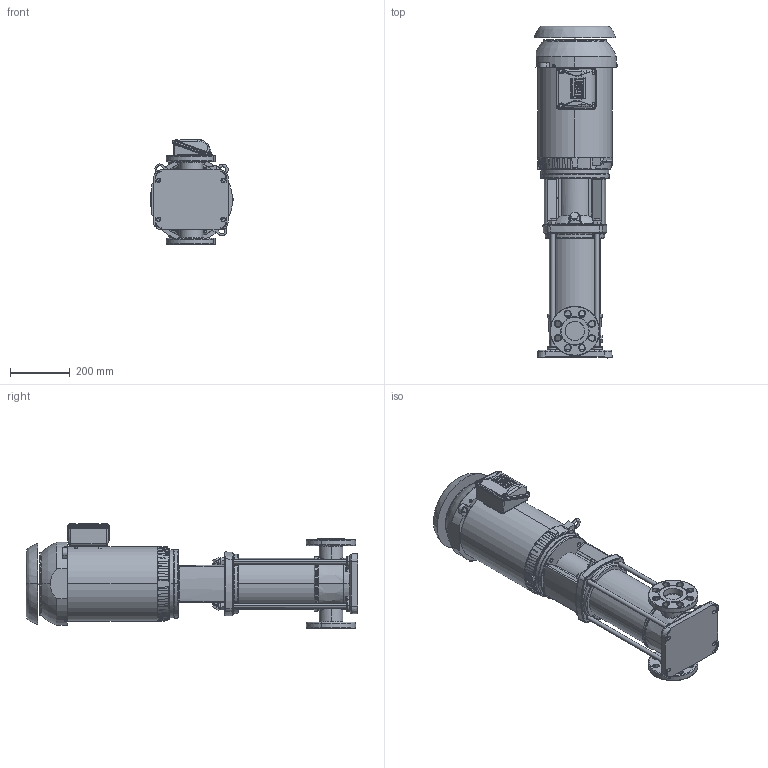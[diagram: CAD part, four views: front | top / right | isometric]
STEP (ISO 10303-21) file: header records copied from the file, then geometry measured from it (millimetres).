
FILE_DESCRIPTION (( 'STEP AP203' ), '1' );
FILE_NAME ('3303064 - MVI-50-9-7.5 HP-213TC-304-E-230_460~3.step', '2022-03-30T16:53:33', ( '' ), ( '' ), 'SwSTEP 2.0', 'SolidWorks 2021', '' );
FILE_SCHEMA (( 'CONFIG_CONTROL_DESIGN' ));
Length unit declared in the file: inch
Products named in the file (5): TEFC MOTOR_2700096 - NEMA V2 7.5 HP 213_5TC 208-230_460~3 TEFC; MVI PEO - [304-EPDM]_3304064 - MVI-50-9-7.5 HP-213TC-304-E-S; 3303064 - MVI-50-9-7.5 HP-213TC-304-E-230_460~3; 2700096 - NEMA V2 7.5 HP 213_5TC 208-230_460~3 TEFC; sbi_n_10-9_flange(NEMA)
Assembly tree (4 placements, depth 3):
  3303064 - MVI-50-9-7.5 HP-213TC-304-E-230_460~3
    MVI PEO - [304-EPDM]_3304064 - MVI-50-9-7.5 HP-213TC-304-E-S
      sbi_n_10-9_flange(NEMA)
    TEFC MOTOR_2700096 - NEMA V2 7.5 HP 213_5TC 208-230_460~3 TEFC
      2700096 - NEMA V2 7.5 HP 213_5TC 208-230_460~3 TEFC
Bounding box: 279.63 x 1109.43 x 352.52 mm (x, y, z)
Volume: 41039229.1 mm3; surface area: 1857511.8 mm2
Topology: 23 solids, 39 shells, 4088 faces, 10874 edges, 7117 vertices
Faces by surface type: plane 1878, cylinder 1500, bspline 404, cone 196, torus 104, sphere 6
Entity records: 175622 total; most frequent: CARTESIAN_POINT 76589, ORIENTED_EDGE 21690, DIRECTION 19132, EDGE_CURVE 10845, VERTEX_POINT 7115, AXIS2_PLACEMENT_3D 6807, LINE 5518, VECTOR 5518
